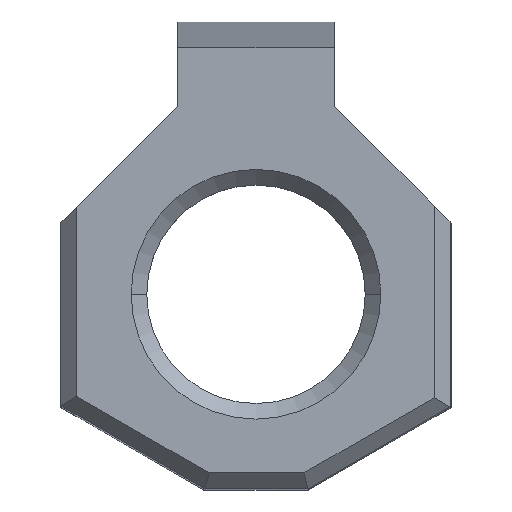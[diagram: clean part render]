
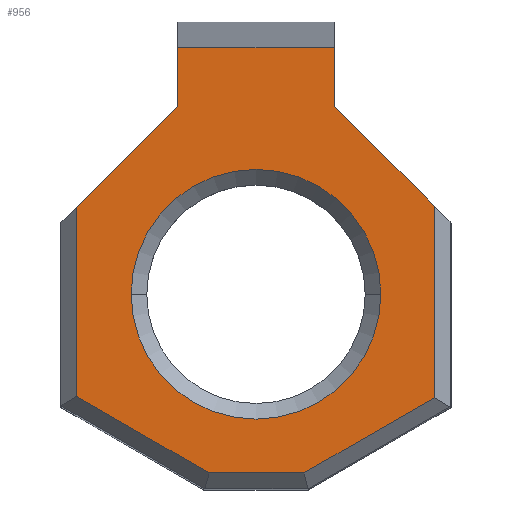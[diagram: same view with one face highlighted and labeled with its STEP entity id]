
A CAD part, top view. The second image highlights one B-rep face of the part: STEP entity #956.
In plain terms, the highlighted planar face has unit normal (0, 0, 1).
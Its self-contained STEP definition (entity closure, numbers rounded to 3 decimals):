
#17 = DIRECTION ( 'NONE',  ( -1., 0., 0. ) ) ;
#24 = CARTESIAN_POINT ( 'NONE',  ( 1.6, 2.5, 6.5 ) ) ;
#39 = DIRECTION ( 'NONE',  ( 0., -1., 0. ) ) ;
#73 = CARTESIAN_POINT ( 'NONE',  ( -2.5, 3.415, 6.5 ) ) ;
#82 = CARTESIAN_POINT ( 'NONE',  ( 1.005, 5.659, 6.5 ) ) ;
#83 = CARTESIAN_POINT ( 'NONE',  ( 2.384, 1.232, 6.5 ) ) ;
#86 = CARTESIAN_POINT ( 'NONE',  ( -1.005, 4.91, 6.5 ) ) ;
#98 = CARTESIAN_POINT ( 'NONE',  ( 1.005, 4.91, 6.5 ) ) ;
#106 = EDGE_LOOP ( 'NONE', ( #1271, #322 ) ) ;
#109 = CARTESIAN_POINT ( 'NONE',  ( 2.5, 3.415, 6.5 ) ) ;
#160 = VERTEX_POINT ( 'NONE', #82 ) ;
#162 = DIRECTION ( 'NONE',  ( 0.866, -0.5, 0. ) ) ;
#188 = VERTEX_POINT ( 'NONE', #807 ) ;
#203 = CARTESIAN_POINT ( 'NONE',  ( -2.3, 3.615, 6.5 ) ) ;
#219 = CARTESIAN_POINT ( 'NONE',  ( 0.614, 0.21, 6.5 ) ) ;
#226 = EDGE_CURVE ( 'NONE', #241, #1342, #304, .T. ) ;
#240 = VERTEX_POINT ( 'NONE', #1142 ) ;
#241 = VERTEX_POINT ( 'NONE', #203 ) ;
#258 = CIRCLE ( 'NONE', #664, 1.6 ) ;
#263 = DIRECTION ( 'NONE',  ( 1., 0., 0. ) ) ;
#267 = VECTOR ( 'NONE', #527, 1000. ) ;
#281 = CARTESIAN_POINT ( 'NONE',  ( -1.005, 5.659, 6.5 ) ) ;
#283 = VERTEX_POINT ( 'NONE', #522 ) ;
#304 = LINE ( 'NONE', #710, #720 ) ;
#322 = ORIENTED_EDGE ( 'NONE', *, *, #1039, .T. ) ;
#329 = VERTEX_POINT ( 'NONE', #219 ) ;
#332 = CARTESIAN_POINT ( 'NONE',  ( 0., 2.5, 6.5 ) ) ;
#335 = VECTOR ( 'NONE', #1173, 1000. ) ;
#336 = LINE ( 'NONE', #743, #335 ) ;
#338 = ORIENTED_EDGE ( 'NONE', *, *, #1170, .T. ) ;
#341 = CARTESIAN_POINT ( 'NONE',  ( 0., 0., 6.5 ) ) ;
#345 = CARTESIAN_POINT ( 'NONE',  ( -2.3, 1.191, 6.5 ) ) ;
#351 = DIRECTION ( 'NONE',  ( 1., 0., 0. ) ) ;
#372 = EDGE_CURVE ( 'NONE', #188, #240, #336, .T. ) ;
#391 = VECTOR ( 'NONE', #39, 1000. ) ;
#435 = ORIENTED_EDGE ( 'NONE', *, *, #1047, .T. ) ;
#437 = FACE_BOUND ( 'NONE', #106, .T. ) ;
#469 = CIRCLE ( 'NONE', #1037, 1.6 ) ;
#486 = DIRECTION ( 'NONE',  ( -0.707, -0.707, 0. ) ) ;
#495 = VECTOR ( 'NONE', #162, 1000. ) ;
#499 = DIRECTION ( 'NONE',  ( 0.866, 0.5, 0. ) ) ;
#504 = VECTOR ( 'NONE', #17, 1000. ) ;
#516 = DIRECTION ( 'NONE',  ( 0., 1., 0. ) ) ;
#522 = CARTESIAN_POINT ( 'NONE',  ( -0.6, 0.21, 6.5 ) ) ;
#527 = DIRECTION ( 'NONE',  ( -0.707, 0.707, 0. ) ) ;
#533 = LINE ( 'NONE', #943, #504 ) ;
#538 = ORIENTED_EDGE ( 'NONE', *, *, #1118, .T. ) ;
#554 = LINE ( 'NONE', #969, #391 ) ;
#574 = VERTEX_POINT ( 'NONE', #886 ) ;
#636 = ORIENTED_EDGE ( 'NONE', *, *, #976, .T. ) ;
#664 = AXIS2_PLACEMENT_3D ( 'NONE', #775, #1208, #263 ) ;
#674 = LINE ( 'NONE', #1096, #495 ) ;
#710 = CARTESIAN_POINT ( 'NONE',  ( -2.3, 1.074, 6.5 ) ) ;
#712 = VERTEX_POINT ( 'NONE', #86 ) ;
#720 = VECTOR ( 'NONE', #1135, 1000. ) ;
#736 = ORIENTED_EDGE ( 'NONE', *, *, #751, .T. ) ;
#739 = DIRECTION ( 'NONE',  ( 0., 0., -1. ) ) ;
#743 = CARTESIAN_POINT ( 'NONE',  ( 2.285, 3.43, 6.5 ) ) ;
#747 = DIRECTION ( 'NONE',  ( 0., 0., 1. ) ) ;
#751 = EDGE_CURVE ( 'NONE', #574, #160, #1033, .T. ) ;
#775 = CARTESIAN_POINT ( 'NONE',  ( 0., 2.5, 6.5 ) ) ;
#798 = EDGE_LOOP ( 'NONE', ( #736, #1167, #636, #538, #948, #435, #845, #338, #1175, #1181 ) ) ;
#803 = EDGE_CURVE ( 'NONE', #240, #574, #1044, .T. ) ;
#807 = CARTESIAN_POINT ( 'NONE',  ( 2.285, 1.174, 6.5 ) ) ;
#844 = EDGE_CURVE ( 'NONE', #160, #1113, #533, .T. ) ;
#845 = ORIENTED_EDGE ( 'NONE', *, *, #1363, .T. ) ;
#847 = FACE_OUTER_BOUND ( 'NONE', #798, .T. ) ;
#848 = VECTOR ( 'NONE', #516, 1000. ) ;
#862 = LINE ( 'NONE', #1299, #1200 ) ;
#875 = VERTEX_POINT ( 'NONE', #24 ) ;
#886 = CARTESIAN_POINT ( 'NONE',  ( 1.005, 4.91, 6.5 ) ) ;
#940 = VERTEX_POINT ( 'NONE', #1279 ) ;
#942 = EDGE_CURVE ( 'NONE', #875, #940, #469, .T. ) ;
#943 = CARTESIAN_POINT ( 'NONE',  ( 0., 5.659, 6.5 ) ) ;
#948 = ORIENTED_EDGE ( 'NONE', *, *, #226, .T. ) ;
#956 = ADVANCED_FACE ( 'NONE', ( #437, #847 ), #1286, .T. ) ;
#969 = CARTESIAN_POINT ( 'NONE',  ( -1.005, 4.91, 6.5 ) ) ;
#976 = EDGE_CURVE ( 'NONE', #1113, #712, #554, .T. ) ;
#1004 = LINE ( 'NONE', #73, #1109 ) ;
#1016 = VECTOR ( 'NONE', #499, 1000. ) ;
#1018 = LINE ( 'NONE', #83, #1016 ) ;
#1033 = LINE ( 'NONE', #98, #848 ) ;
#1037 = AXIS2_PLACEMENT_3D ( 'NONE', #332, #739, #1169 ) ;
#1039 = EDGE_CURVE ( 'NONE', #940, #875, #258, .T. ) ;
#1044 = LINE ( 'NONE', #109, #267 ) ;
#1047 = EDGE_CURVE ( 'NONE', #1342, #283, #674, .T. ) ;
#1096 = CARTESIAN_POINT ( 'NONE',  ( -0.554, 0.183, 6.5 ) ) ;
#1109 = VECTOR ( 'NONE', #486, 1000. ) ;
#1113 = VERTEX_POINT ( 'NONE', #281 ) ;
#1118 = EDGE_CURVE ( 'NONE', #712, #241, #1004, .T. ) ;
#1135 = DIRECTION ( 'NONE',  ( 0., -1., 0. ) ) ;
#1142 = CARTESIAN_POINT ( 'NONE',  ( 2.285, 3.63, 6.5 ) ) ;
#1150 = AXIS2_PLACEMENT_3D ( 'NONE', #341, #747, #1177 ) ;
#1167 = ORIENTED_EDGE ( 'NONE', *, *, #844, .T. ) ;
#1169 = DIRECTION ( 'NONE',  ( 1., 0., 0. ) ) ;
#1170 = EDGE_CURVE ( 'NONE', #329, #188, #1018, .T. ) ;
#1173 = DIRECTION ( 'NONE',  ( 0., 1., 0. ) ) ;
#1175 = ORIENTED_EDGE ( 'NONE', *, *, #372, .T. ) ;
#1177 = DIRECTION ( 'NONE',  ( 1., 0., 0. ) ) ;
#1181 = ORIENTED_EDGE ( 'NONE', *, *, #803, .T. ) ;
#1200 = VECTOR ( 'NONE', #351, 1000. ) ;
#1208 = DIRECTION ( 'NONE',  ( 0., 0., -1. ) ) ;
#1271 = ORIENTED_EDGE ( 'NONE', *, *, #942, .T. ) ;
#1279 = CARTESIAN_POINT ( 'NONE',  ( -1.6, 2.5, 6.5 ) ) ;
#1286 = PLANE ( 'NONE',  #1150 ) ;
#1299 = CARTESIAN_POINT ( 'NONE',  ( 0.668, 0.21, 6.5 ) ) ;
#1342 = VERTEX_POINT ( 'NONE', #345 ) ;
#1363 = EDGE_CURVE ( 'NONE', #283, #329, #862, .T. ) ;
